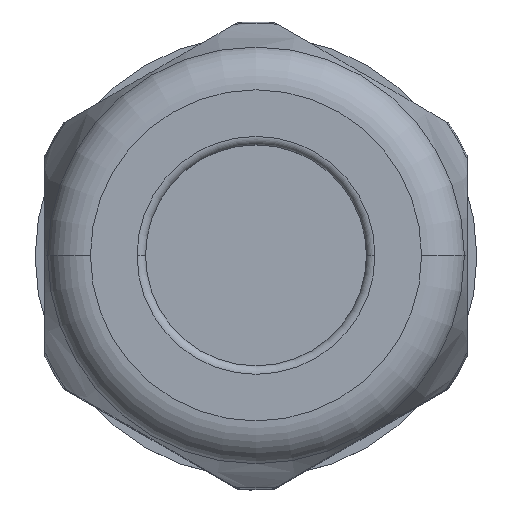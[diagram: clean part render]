
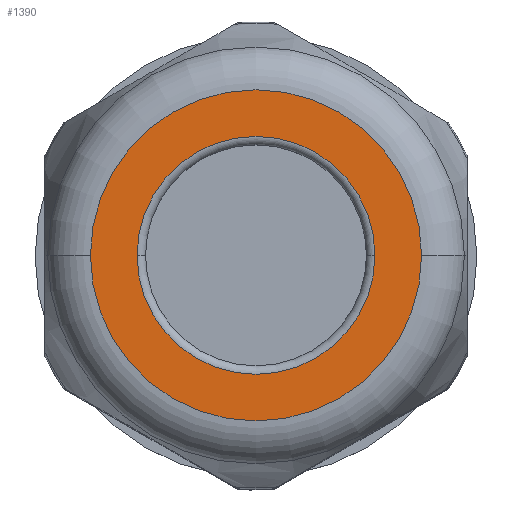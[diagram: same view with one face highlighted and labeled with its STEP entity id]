
A CAD part, top view. The second image highlights one B-rep face of the part: STEP entity #1390.
In plain terms, the highlighted planar face has unit normal (0, 0, 1).
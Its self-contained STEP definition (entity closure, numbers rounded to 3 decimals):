
#1235=AXIS2_PLACEMENT_3D('Circle Axis2P3D',#1233,#1234,$) ;
#1353=AXIS2_PLACEMENT_3D('Circle Axis2P3D',#1351,#1352,$) ;
#1366=AXIS2_PLACEMENT_3D('Plane Axis2P3D',#1363,#1364,#1365) ;
#1374=AXIS2_PLACEMENT_3D('Circle Axis2P3D',#1372,#1373,$) ;
#1383=AXIS2_PLACEMENT_3D('Circle Axis2P3D',#1381,#1382,$) ;
#1230=CARTESIAN_POINT('Vertex',(22.743,13.75,46.415)) ;
#1233=CARTESIAN_POINT('Axis2P3D Location',(13.,13.75,46.415)) ;
#1237=CARTESIAN_POINT('Vertex',(3.257,13.75,46.415)) ;
#1351=CARTESIAN_POINT('Axis2P3D Location',(13.,13.75,46.415)) ;
#1363=CARTESIAN_POINT('Axis2P3D Location',(3.257,13.75,46.415)) ;
#1372=CARTESIAN_POINT('Axis2P3D Location',(13.,13.75,46.415)) ;
#1376=CARTESIAN_POINT('Vertex',(6.,13.75,46.415)) ;
#1378=CARTESIAN_POINT('Vertex',(20.,13.75,46.415)) ;
#1381=CARTESIAN_POINT('Axis2P3D Location',(13.,13.75,46.415)) ;
#1234=DIRECTION('Axis2P3D Direction',(0.,0.,-1.)) ;
#1352=DIRECTION('Axis2P3D Direction',(0.,0.,-1.)) ;
#1364=DIRECTION('Axis2P3D Direction',(0.,0.,-1.)) ;
#1365=DIRECTION('Axis2P3D XDirection',(1.,0.,0.)) ;
#1373=DIRECTION('Axis2P3D Direction',(0.,0.,-1.)) ;
#1382=DIRECTION('Axis2P3D Direction',(0.,0.,-1.)) ;
#1369=ORIENTED_EDGE('',*,*,#1355,.F.) ;
#1370=ORIENTED_EDGE('',*,*,#1239,.F.) ;
#1387=ORIENTED_EDGE('',*,*,#1380,.T.) ;
#1388=ORIENTED_EDGE('',*,*,#1385,.T.) ;
#1389=FACE_BOUND('',#1386,.T.) ;
#1390=ADVANCED_FACE('Cover',(#1371,#1389),#1367,.F.) ;
#1236=CIRCLE('generated circle',#1235,9.743) ;
#1354=CIRCLE('generated circle',#1353,9.743) ;
#1375=CIRCLE('generated circle',#1374,7.) ;
#1384=CIRCLE('generated circle',#1383,7.) ;
#1239=EDGE_CURVE('',#1231,#1238,#1236,.T.) ;
#1355=EDGE_CURVE('',#1238,#1231,#1354,.T.) ;
#1380=EDGE_CURVE('',#1377,#1379,#1375,.T.) ;
#1385=EDGE_CURVE('',#1379,#1377,#1384,.T.) ;
#1368=EDGE_LOOP('',(#1369,#1370)) ;
#1386=EDGE_LOOP('',(#1387,#1388)) ;
#1371=FACE_OUTER_BOUND('',#1368,.T.) ;
#1367=PLANE('',#1366) ;
#1231=VERTEX_POINT('',#1230) ;
#1238=VERTEX_POINT('',#1237) ;
#1377=VERTEX_POINT('',#1376) ;
#1379=VERTEX_POINT('',#1378) ;
